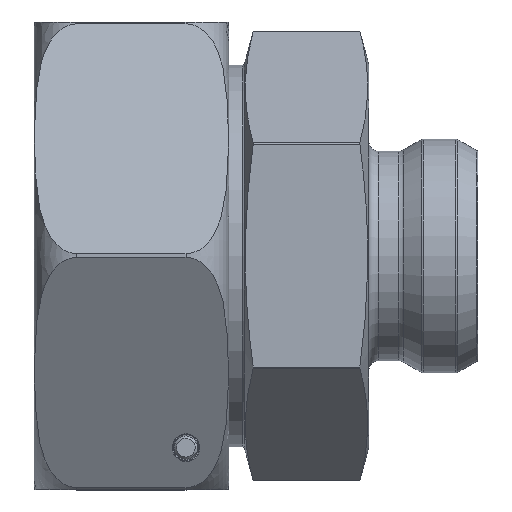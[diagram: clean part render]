
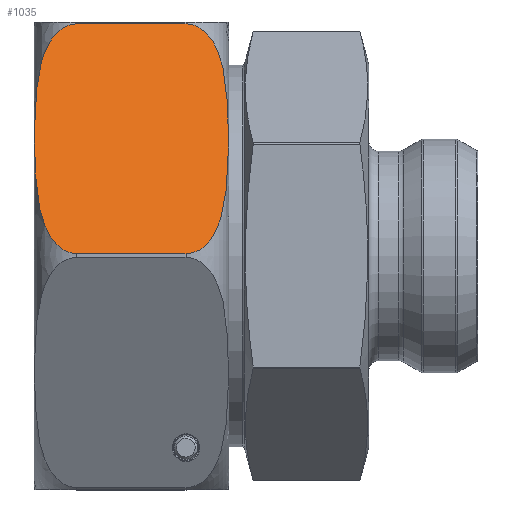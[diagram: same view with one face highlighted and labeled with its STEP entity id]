
A CAD part, top view. The second image highlights one B-rep face of the part: STEP entity #1035.
In plain terms, the highlighted planar face has unit normal (0, 0.5, 0.866).
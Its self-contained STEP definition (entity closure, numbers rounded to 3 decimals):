
#799=PLANE('',#5111);
#1035=ADVANCED_FACE('',(#1276),#799,.F.);
#1276=FACE_OUTER_BOUND('',#1589,.T.);
#1589=EDGE_LOOP('',(#2585,#2586,#2587,#2588));
#1993=B_SPLINE_CURVE_WITH_KNOTS('',3,(#7644,#7645,#7646,#7647,#7648,#7649,
#7650,#7651,#7652,#7653,#7654,#7655,#7656,#7657,#7658,#7659,#7660,#7661),
 .UNSPECIFIED.,.F.,.F.,(4,2,2,2,2,2,2,2,4),(0.,0.063,0.125,0.25,0.5,0.75,
0.875,0.938,1.),.UNSPECIFIED.);
#2001=B_SPLINE_CURVE_WITH_KNOTS('',3,(#7836,#7837,#7838,#7839,#7840,#7841,
#7842,#7843,#7844,#7845,#7846,#7847,#7848,#7849,#7850,#7851,#7852,#7853),
 .UNSPECIFIED.,.F.,.F.,(4,2,2,2,2,2,2,2,4),(0.,0.063,0.125,
0.25,0.5,0.75,0.875,0.938,1.),.UNSPECIFIED.);
#2585=ORIENTED_EDGE('',*,*,#4202,.T.);
#2586=ORIENTED_EDGE('',*,*,#4181,.T.);
#2587=ORIENTED_EDGE('',*,*,#4204,.T.);
#2588=ORIENTED_EDGE('',*,*,#4211,.T.);
#3722=VERTEX_POINT('',#7643);
#3723=VERTEX_POINT('',#7662);
#3739=VERTEX_POINT('',#7755);
#3740=VERTEX_POINT('',#7759);
#4181=EDGE_CURVE('',#3723,#3722,#1993,.T.);
#4202=EDGE_CURVE('',#3739,#3723,#4597,.T.);
#4204=EDGE_CURVE('',#3722,#3740,#4598,.T.);
#4211=EDGE_CURVE('',#3740,#3739,#2001,.T.);
#4597=LINE('',#7754,#4791);
#4598=LINE('',#7758,#4792);
#4791=VECTOR('',#5525,1.);
#4792=VECTOR('',#5530,1.);
#5111=AXIS2_PLACEMENT_3D('',#7918,#5576,#5577);
#5525=DIRECTION('',(-1.,0.,0.));
#5530=DIRECTION('',(1.,0.,0.));
#5576=DIRECTION('',(0.,-0.5,-0.866));
#5577=DIRECTION('',(0.,0.866,-0.5));
#7643=CARTESIAN_POINT('',(5.5,0.246,34.499));
#7644=CARTESIAN_POINT('',(5.5,29.754,17.462));
#7645=CARTESIAN_POINT('',(4.682,29.754,17.462));
#7646=CARTESIAN_POINT('',(3.911,29.415,17.658));
#7647=CARTESIAN_POINT('',(2.723,28.474,18.201));
#7648=CARTESIAN_POINT('',(2.27,27.877,18.546));
#7649=CARTESIAN_POINT('',(1.202,26.012,19.623));
#7650=CARTESIAN_POINT('',(0.835,24.635,20.418));
#7651=CARTESIAN_POINT('',(0.11,20.554,22.774));
#7652=CARTESIAN_POINT('',(0.092,17.769,24.382));
#7653=CARTESIAN_POINT('',(0.092,12.245,27.571));
#7654=CARTESIAN_POINT('',(0.105,9.484,29.166));
#7655=CARTESIAN_POINT('',(0.834,5.363,31.545));
#7656=CARTESIAN_POINT('',(1.208,3.976,32.345));
#7657=CARTESIAN_POINT('',(2.27,2.124,33.415));
#7658=CARTESIAN_POINT('',(2.719,1.53,33.758));
#7659=CARTESIAN_POINT('',(3.912,0.584,34.304));
#7660=CARTESIAN_POINT('',(4.68,0.246,34.499));
#7661=CARTESIAN_POINT('',(5.5,0.246,34.499));
#7662=CARTESIAN_POINT('',(5.5,29.754,17.462));
#7754=CARTESIAN_POINT('',(0.,29.754,17.462));
#7755=CARTESIAN_POINT('',(19.5,29.754,17.462));
#7758=CARTESIAN_POINT('',(0.,0.246,34.499));
#7759=CARTESIAN_POINT('',(19.5,0.246,34.499));
#7836=CARTESIAN_POINT('',(19.5,0.246,34.499));
#7837=CARTESIAN_POINT('',(20.318,0.246,34.499));
#7838=CARTESIAN_POINT('',(21.089,0.585,34.304));
#7839=CARTESIAN_POINT('',(22.277,1.526,33.76));
#7840=CARTESIAN_POINT('',(22.73,2.123,33.415));
#7841=CARTESIAN_POINT('',(23.798,3.988,32.339));
#7842=CARTESIAN_POINT('',(24.165,5.365,31.544));
#7843=CARTESIAN_POINT('',(24.89,9.446,29.187));
#7844=CARTESIAN_POINT('',(24.908,12.231,27.58));
#7845=CARTESIAN_POINT('',(24.908,17.755,24.39));
#7846=CARTESIAN_POINT('',(24.895,20.516,22.796));
#7847=CARTESIAN_POINT('',(24.166,24.637,20.417));
#7848=CARTESIAN_POINT('',(23.792,26.024,19.616));
#7849=CARTESIAN_POINT('',(22.73,27.876,18.547));
#7850=CARTESIAN_POINT('',(22.281,28.47,18.204));
#7851=CARTESIAN_POINT('',(21.088,29.416,17.657));
#7852=CARTESIAN_POINT('',(20.32,29.754,17.462));
#7853=CARTESIAN_POINT('',(19.5,29.754,17.462));
#7918=CARTESIAN_POINT('',(25.,30.,17.321));
